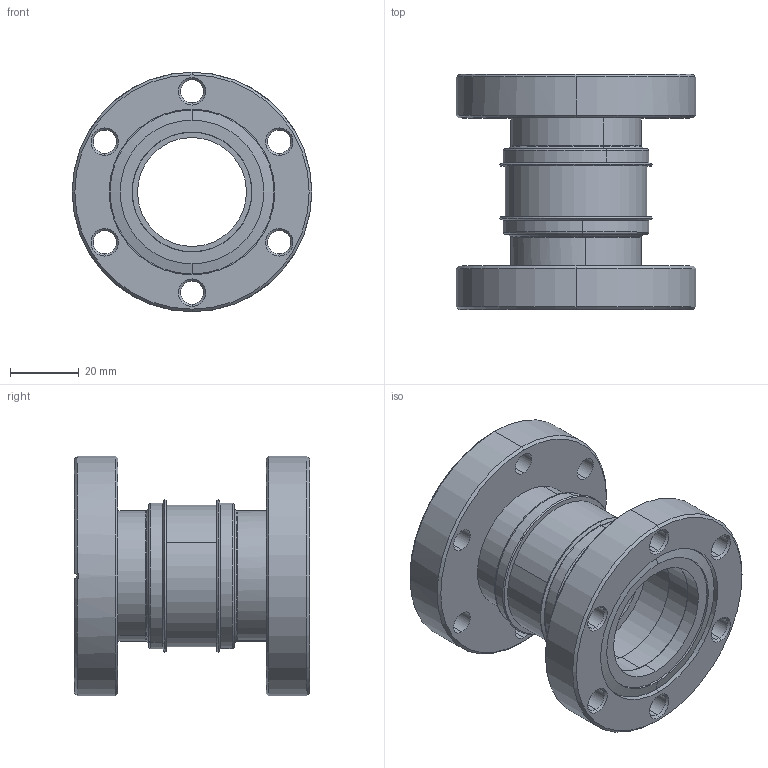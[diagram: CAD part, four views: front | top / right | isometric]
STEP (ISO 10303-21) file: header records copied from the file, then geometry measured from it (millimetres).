
FILE_DESCRIPTION (( 'STEP AP203' ), '1' );
FILE_NAME ('A0595-1-CF.STEP', '2019-10-09T12:46:45', ( '' ), ( '' ), 'SwSTEP 2.0', 'SolidWorks 2019', '' );
FILE_SCHEMA (( 'CONFIG_CONTROL_DESIGN' ));
Length unit declared in the file: inch
Products named in the file (1): A0595-1-CF
Bounding box: 69.85 x 68.58 x 69.85 mm (x, y, z)
Volume: 77816.5 mm3; surface area: 37233.8 mm2
Topology: 2 solids, 2 shells, 154 faces, 346 edges, 209 vertices
Faces by surface type: cylinder 64, cone 49, plane 25, torus 16
Entity records: 4462 total; most frequent: DIRECTION 867, CARTESIAN_POINT 722, ORIENTED_EDGE 692, AXIS2_PLACEMENT_3D 370, EDGE_CURVE 346, CIRCLE 215, VERTEX_POINT 209, EDGE_LOOP 195
